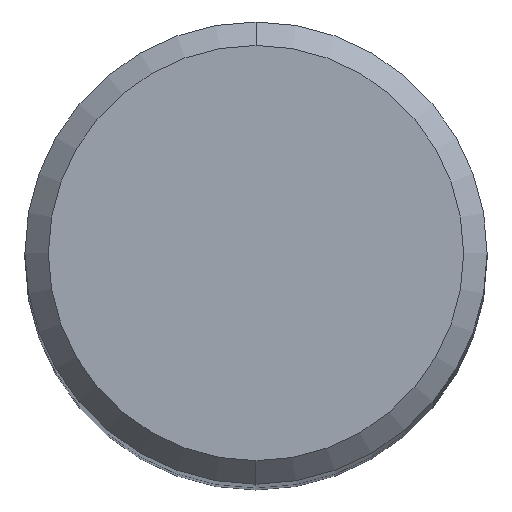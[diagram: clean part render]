
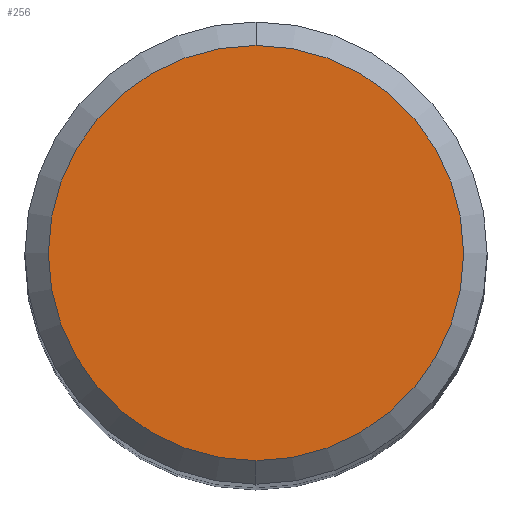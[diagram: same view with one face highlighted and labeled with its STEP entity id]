
A CAD part, top view. The second image highlights one B-rep face of the part: STEP entity #256.
In plain terms, the highlighted planar face has unit normal (0, 0, 1).
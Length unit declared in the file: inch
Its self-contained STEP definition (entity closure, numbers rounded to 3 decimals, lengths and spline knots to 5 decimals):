
#12 = ORIENTED_EDGE ( 'NONE', *, *, #383, .T. ) ;
#18 = VERTEX_POINT ( 'NONE', #79 ) ;
#21 = CARTESIAN_POINT ( 'NONE',  ( 0., 0., 0. ) ) ;
#25 = DIRECTION ( 'NONE',  ( 0., -1., 0. ) ) ;
#37 = DIRECTION ( 'NONE',  ( 0., -1., 0. ) ) ;
#60 = DIRECTION ( 'NONE',  ( 0., 0., 1. ) ) ;
#79 = CARTESIAN_POINT ( 'NONE',  ( 0., -0.17685, 0. ) ) ;
#83 = DIRECTION ( 'NONE',  ( 0., 0., 1. ) ) ;
#88 = CARTESIAN_POINT ( 'NONE',  ( 0., 0., 0. ) ) ;
#114 = VERTEX_POINT ( 'NONE', #320 ) ;
#115 = ORIENTED_EDGE ( 'NONE', *, *, #216, .T. ) ;
#128 = DIRECTION ( 'NONE',  ( 0., 0., -1. ) ) ;
#140 = CIRCLE ( 'NONE', #211, 0.17685 ) ;
#164 = PLANE ( 'NONE',  #405 ) ;
#204 = DIRECTION ( 'NONE',  ( 0., 1., 0. ) ) ;
#211 = AXIS2_PLACEMENT_3D ( 'NONE', #88, #60, #37 ) ;
#216 = EDGE_CURVE ( 'NONE', #114, #18, #140, .T. ) ;
#225 = AXIS2_PLACEMENT_3D ( 'NONE', #21, #83, #25 ) ;
#243 = EDGE_LOOP ( 'NONE', ( #115, #12 ) ) ;
#256 = ADVANCED_FACE ( 'NONE', ( #319 ), #164, .F. ) ;
#286 = CARTESIAN_POINT ( 'NONE',  ( 0., 0.17685, 0. ) ) ;
#319 = FACE_OUTER_BOUND ( 'NONE', #243, .T. ) ;
#320 = CARTESIAN_POINT ( 'NONE',  ( 0., 0.17685, 0. ) ) ;
#352 = CIRCLE ( 'NONE', #225, 0.17685 ) ;
#383 = EDGE_CURVE ( 'NONE', #18, #114, #352, .T. ) ;
#405 = AXIS2_PLACEMENT_3D ( 'NONE', #286, #128, #204 ) ;
